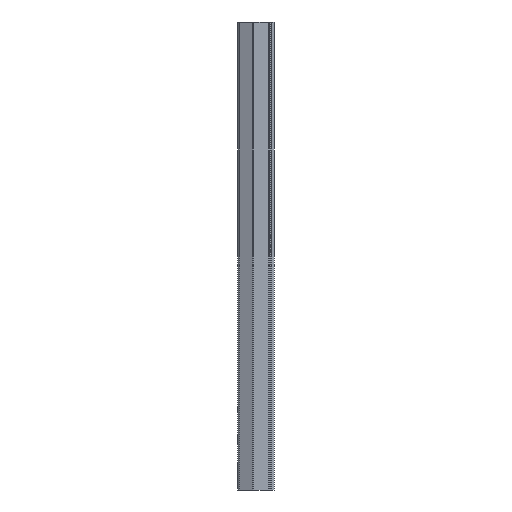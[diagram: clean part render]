
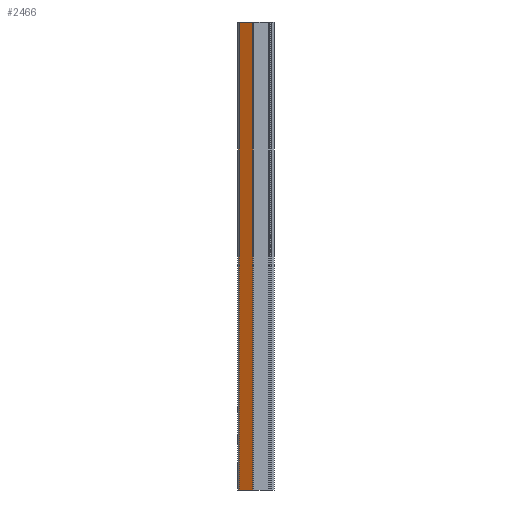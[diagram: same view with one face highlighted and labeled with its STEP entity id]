
A CAD part, left-side view. The second image highlights one B-rep face of the part: STEP entity #2466.
In plain terms, the highlighted planar face has unit normal (-0.906, 0.423, 0).
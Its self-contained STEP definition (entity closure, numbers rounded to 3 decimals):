
#683=DIRECTION('',(0.,0.,1.));
#684=VECTOR('',#683,305.4);
#685=CARTESIAN_POINT('',(-220.214,-0.808,-152.7));
#686=LINE('',#685,#684);
#709=DIRECTION('',(-0.423,-0.906,0.));
#710=VECTOR('',#709,9.832);
#711=CARTESIAN_POINT('',(-220.214,-0.808,-152.7));
#712=LINE('',#711,#710);
#726=DIRECTION('',(0.,0.,1.));
#727=VECTOR('',#726,305.4);
#728=CARTESIAN_POINT('',(-224.369,-9.719,-152.7));
#729=LINE('',#728,#727);
#883=DIRECTION('',(-0.423,-0.906,0.));
#884=VECTOR('',#883,9.832);
#885=CARTESIAN_POINT('',(-220.214,-0.808,152.7));
#886=LINE('',#885,#884);
#1345=CARTESIAN_POINT('',(-224.369,-9.719,-152.7));
#1346=CARTESIAN_POINT('',(-224.369,-9.719,152.7));
#1347=VERTEX_POINT('',#1345);
#1348=VERTEX_POINT('',#1346);
#1349=CARTESIAN_POINT('',(-220.214,-0.808,-152.7));
#1350=CARTESIAN_POINT('',(-220.214,-0.808,152.7));
#1351=VERTEX_POINT('',#1349);
#1352=VERTEX_POINT('',#1350);
#2452=CARTESIAN_POINT('',(-219.837,0.,-152.7));
#2453=DIRECTION('',(-0.906,0.423,0.));
#2454=DIRECTION('',(-0.423,-0.906,0.));
#2455=AXIS2_PLACEMENT_3D('',#2452,#2453,#2454);
#2456=PLANE('',#2455);
#2458=ORIENTED_EDGE('',*,*,#2457,.F.);
#2459=ORIENTED_EDGE('',*,*,#2443,.T.);
#2461=ORIENTED_EDGE('',*,*,#2460,.T.);
#2463=ORIENTED_EDGE('',*,*,#2462,.F.);
#2464=EDGE_LOOP('',(#2458,#2459,#2461,#2463));
#2465=FACE_OUTER_BOUND('',#2464,.F.);
#2466=ADVANCED_FACE('',(#2465),#2456,.T.);
#2443=EDGE_CURVE('',#1351,#1352,#686,.T.);
#2457=EDGE_CURVE('',#1351,#1347,#712,.T.);
#2460=EDGE_CURVE('',#1352,#1348,#886,.T.);
#2462=EDGE_CURVE('',#1347,#1348,#729,.T.);
